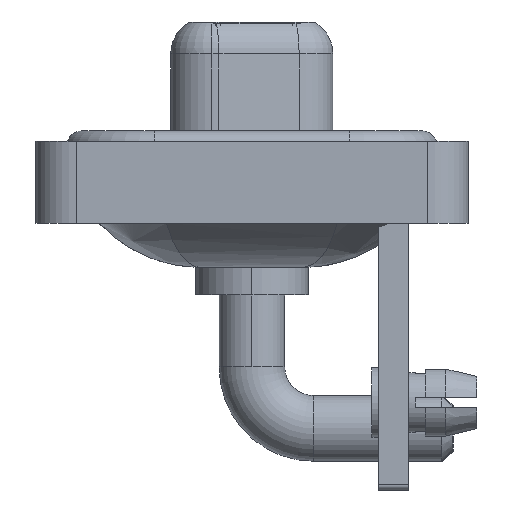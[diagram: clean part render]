
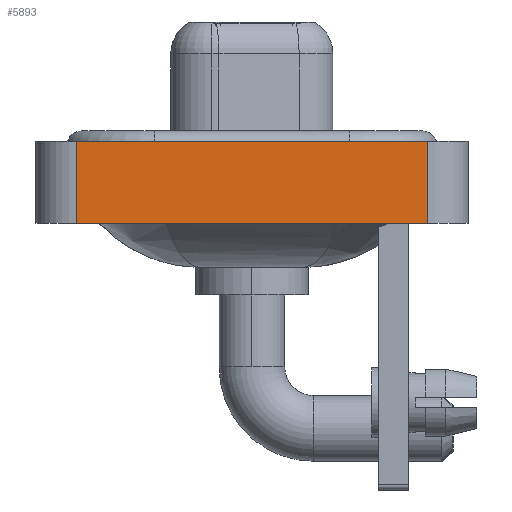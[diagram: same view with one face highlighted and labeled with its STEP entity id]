
A CAD part, left-side view. The second image highlights one B-rep face of the part: STEP entity #5893.
In plain terms, the highlighted planar face has unit normal (-1, 0, 0).
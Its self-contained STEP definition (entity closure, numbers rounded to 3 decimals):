
#319 = DIRECTION ( 'NONE',  ( 0., -1., 0. ) ) ;
#389 = EDGE_CURVE ( 'NONE', #6694, #17261, #11814, .T. ) ;
#1384 = VECTOR ( 'NONE', #319, 1000. ) ;
#1854 = LINE ( 'NONE', #14083, #1384 ) ;
#2328 = DIRECTION ( 'NONE',  ( 0., 0., 1. ) ) ;
#2466 = EDGE_CURVE ( 'NONE', #13726, #4966, #17295, .T. ) ;
#2692 = CARTESIAN_POINT ( 'NONE',  ( -7.3, 8.55, -3.6 ) ) ;
#4036 = LINE ( 'NONE', #19491, #12613 ) ;
#4966 = VERTEX_POINT ( 'NONE', #9739 ) ;
#5008 = VECTOR ( 'NONE', #2328, 1000. ) ;
#5095 = AXIS2_PLACEMENT_3D ( 'NONE', #7275, #8486, #7182 ) ;
#5253 = ORIENTED_EDGE ( 'NONE', *, *, #13814, .T. ) ;
#5358 = VECTOR ( 'NONE', #19110, 1000. ) ;
#5675 = FACE_OUTER_BOUND ( 'NONE', #19366, .T. ) ;
#5893 = ADVANCED_FACE ( 'NONE', ( #5675 ), #10193, .T. ) ;
#6694 = VERTEX_POINT ( 'NONE', #17249 ) ;
#7182 = DIRECTION ( 'NONE',  ( 0., 0., 1. ) ) ;
#7275 = CARTESIAN_POINT ( 'NONE',  ( -7.3, -8.55, -3.6 ) ) ;
#7567 = ORIENTED_EDGE ( 'NONE', *, *, #389, .F. ) ;
#8486 = DIRECTION ( 'NONE',  ( -1., 0., 0. ) ) ;
#9739 = CARTESIAN_POINT ( 'NONE',  ( -7.3, -8.55, 0.4 ) ) ;
#9758 = CARTESIAN_POINT ( 'NONE',  ( -7.3, -8.55, -3.6 ) ) ;
#10193 = PLANE ( 'NONE',  #5095 ) ;
#10322 = ORIENTED_EDGE ( 'NONE', *, *, #2466, .T. ) ;
#11814 = LINE ( 'NONE', #2692, #5008 ) ;
#12504 = CARTESIAN_POINT ( 'NONE',  ( -7.3, 8.55, 0.4 ) ) ;
#12613 = VECTOR ( 'NONE', #19388, 1000. ) ;
#13325 = ORIENTED_EDGE ( 'NONE', *, *, #13840, .F. ) ;
#13726 = VERTEX_POINT ( 'NONE', #18403 ) ;
#13814 = EDGE_CURVE ( 'NONE', #6694, #13726, #1854, .T. ) ;
#13840 = EDGE_CURVE ( 'NONE', #17261, #4966, #4036, .T. ) ;
#14083 = CARTESIAN_POINT ( 'NONE',  ( -7.3, -8.55, -3.6 ) ) ;
#17249 = CARTESIAN_POINT ( 'NONE',  ( -7.3, 8.55, -3.6 ) ) ;
#17261 = VERTEX_POINT ( 'NONE', #12504 ) ;
#17295 = LINE ( 'NONE', #9758, #5358 ) ;
#18403 = CARTESIAN_POINT ( 'NONE',  ( -7.3, -8.55, -3.6 ) ) ;
#19110 = DIRECTION ( 'NONE',  ( 0., 0., 1. ) ) ;
#19366 = EDGE_LOOP ( 'NONE', ( #10322, #13325, #7567, #5253 ) ) ;
#19388 = DIRECTION ( 'NONE',  ( 0., -1., 0. ) ) ;
#19491 = CARTESIAN_POINT ( 'NONE',  ( -7.3, -8.55, 0.4 ) ) ;
